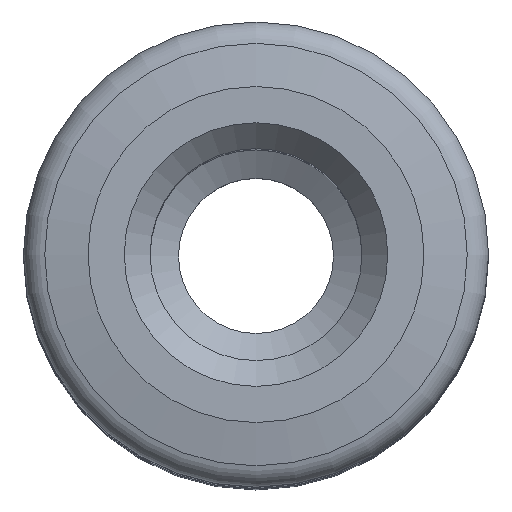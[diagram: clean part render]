
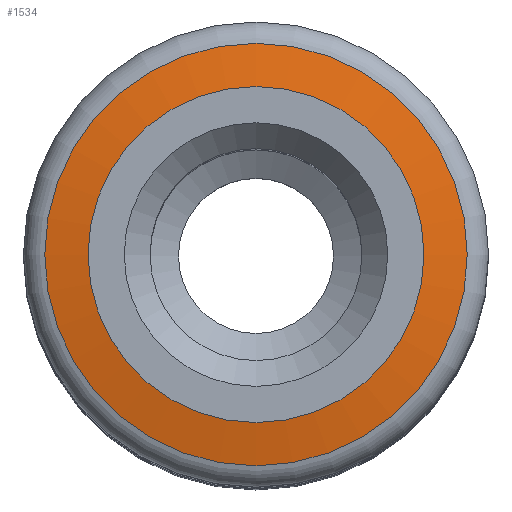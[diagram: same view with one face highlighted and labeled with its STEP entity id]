
A CAD part, top view. The second image highlights one B-rep face of the part: STEP entity #1534.
In plain terms, the highlighted conical face has half-angle 80 degrees and reference radius 4.087 mm.
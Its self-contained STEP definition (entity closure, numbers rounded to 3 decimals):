
#567=CONICAL_SURFACE('',#1419,4.087,80.);
#600=ORIENTED_EDGE('',*,*,#793,.T.);
#601=ORIENTED_EDGE('',*,*,#792,.F.);
#692=CIRCLE('',#1418,3.25);
#693=CIRCLE('',#1420,4.087);
#742=VERTEX_POINT('',#1270);
#743=VERTEX_POINT('',#1273);
#792=EDGE_CURVE('',#742,#742,#692,.T.);
#793=EDGE_CURVE('',#743,#743,#693,.T.);
#850=EDGE_LOOP('',(#600));
#851=EDGE_LOOP('',(#601));
#950=FACE_BOUND('',#850,.T.);
#951=FACE_BOUND('',#851,.T.);
#1066=DIRECTION('',(0.,1.,0.));
#1067=DIRECTION('',(3.25,0.,0.));
#1068=DIRECTION('',(0.,-1.,0.));
#1069=DIRECTION('',(1.,0.,0.));
#1070=DIRECTION('',(0.,1.,0.));
#1071=DIRECTION('',(4.087,0.,0.));
#1270=CARTESIAN_POINT('',(93.285,52.38,0.));
#1271=CARTESIAN_POINT('',(90.035,52.38,0.));
#1272=CARTESIAN_POINT('',(90.035,52.233,0.));
#1273=CARTESIAN_POINT('',(94.122,52.233,0.));
#1274=CARTESIAN_POINT('',(90.035,52.233,0.));
#1418=AXIS2_PLACEMENT_3D('',#1271,#1066,#1067);
#1419=AXIS2_PLACEMENT_3D('',#1272,#1068,#1069);
#1420=AXIS2_PLACEMENT_3D('',#1274,#1070,#1071);
#1534=ADVANCED_FACE('',(#950,#951),#567,.T.);
